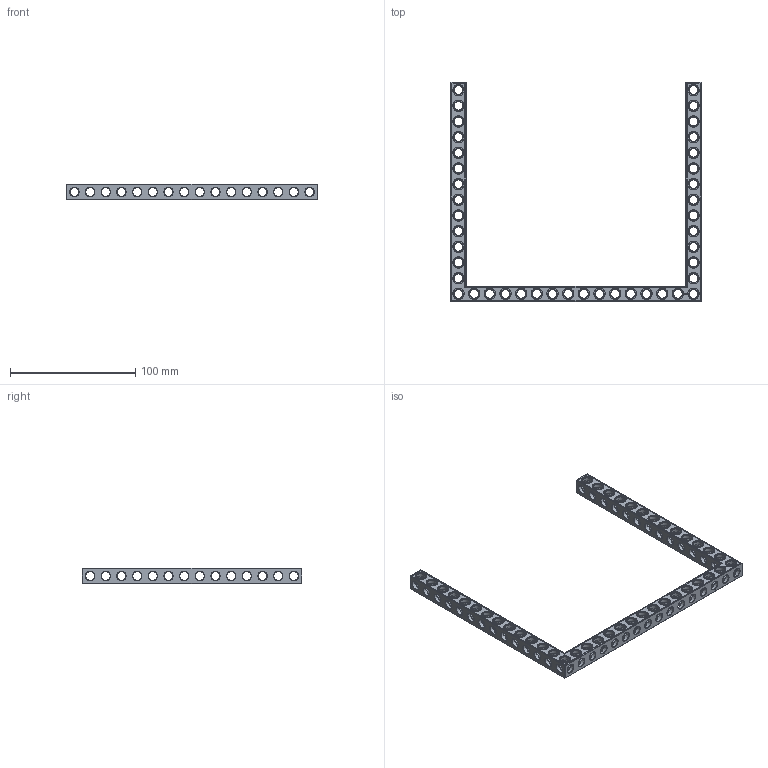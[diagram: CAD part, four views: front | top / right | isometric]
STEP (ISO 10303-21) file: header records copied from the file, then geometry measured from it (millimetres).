
FILE_DESCRIPTION(('FreeCAD Model'),'2;1');
FILE_NAME('Open CASCADE Shape Model','2022-03-06T14:05:30',('Author'),( ''),'Open CASCADE STEP processor 7.5','FreeCAD','Unknown');
FILE_SCHEMA(('AUTOMOTIVE_DESIGN { 1 0 10303 214 1 1 1 1 }'));
Products named in the file (1): Beam AGD ESS USH SYM BU16x14x01 - SPN-BEM-0568 (stemfie.org)
Bounding box: 200 x 175 x 12.5 mm (x, y, z)
Volume: 41037.6 mm3; surface area: 36623.3 mm2
Topology: 1 solids, 1 shells, 1028 faces, 3155 edges, 2038 vertices
Faces by surface type: plane 411, cylinder 253, extrusion 194, cone 170
Full cylindrical faces by diameter (mm): 6.98 x30, 7 x181, 9.2 x42
Entity records: 215955 total; most frequent: CARTESIAN_POINT 157453, DIRECTION 9383, ORIENTED_EDGE 6310, PCURVE 6310, DEFINITIONAL_REPRESENTATION 6310, VECTOR 5729, LINE 5535, EDGE_CURVE 3155
